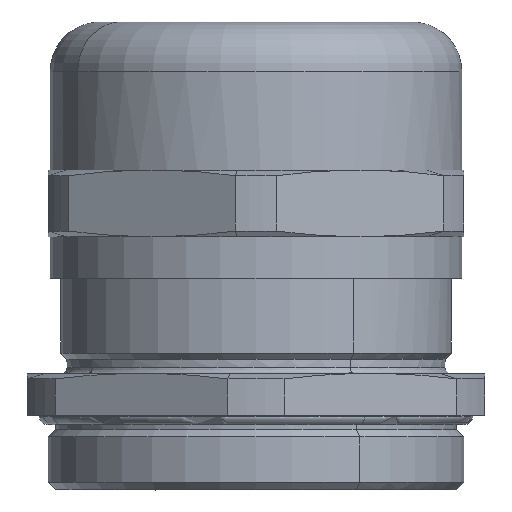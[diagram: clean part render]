
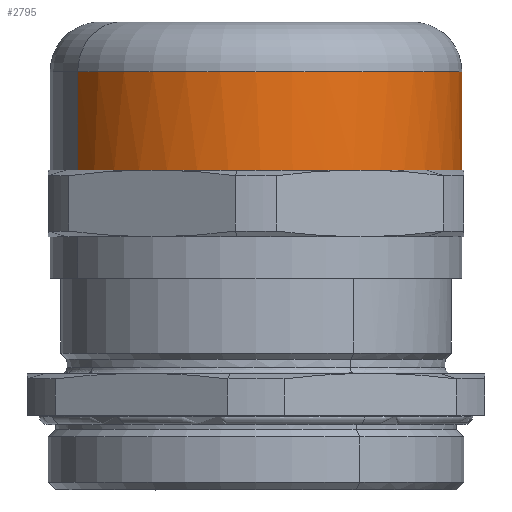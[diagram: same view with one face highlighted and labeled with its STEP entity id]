
A CAD part, front view. The second image highlights one B-rep face of the part: STEP entity #2795.
In plain terms, the highlighted cylindrical face has radius 24.75 mm (diameter 49.5 mm), a partial arc.
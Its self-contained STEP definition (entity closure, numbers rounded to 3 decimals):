
#2763=AXIS2_PLACEMENT_3D('Circle Axis2P3D',#2761,#2762,$) ;
#2777=AXIS2_PLACEMENT_3D('Cylinder Axis2P3D',#2774,#2775,#2776) ;
#2410=CARTESIAN_POINT('Control Point',(48.934,42.375,38.457)) ;
#2411=CARTESIAN_POINT('Control Point',(50.153,40.264,38.457)) ;
#2412=CARTESIAN_POINT('Control Point',(51.111,38.004,38.457)) ;
#2413=CARTESIAN_POINT('Control Point',(51.786,35.635,38.457)) ;
#2414=CARTESIAN_POINT('Control Point',(52.538,30.782,38.457)) ;
#2415=CARTESIAN_POINT('Control Point',(52.09,25.892,38.457)) ;
#2416=CARTESIAN_POINT('Control Point',(51.565,23.486,38.457)) ;
#2417=CARTESIAN_POINT('Control Point',(49.934,18.854,38.457)) ;
#2418=CARTESIAN_POINT('Control Point',(47.227,14.756,38.457)) ;
#2419=CARTESIAN_POINT('Control Point',(45.627,12.884,38.457)) ;
#2420=CARTESIAN_POINT('Control Point',(42.,9.573,38.457)) ;
#2421=CARTESIAN_POINT('Control Point',(37.678,7.241,38.457)) ;
#2422=CARTESIAN_POINT('Control Point',(35.383,6.348,38.457)) ;
#2423=CARTESIAN_POINT('Control Point',(30.622,5.145,38.457)) ;
#2424=CARTESIAN_POINT('Control Point',(25.711,5.133,38.457)) ;
#2425=CARTESIAN_POINT('Control Point',(23.266,5.431,38.457)) ;
#2426=CARTESIAN_POINT('Control Point',(18.502,6.622,38.457)) ;
#2427=CARTESIAN_POINT('Control Point',(14.168,8.933,38.457)) ;
#2428=CARTESIAN_POINT('Control Point',(12.155,10.351,38.457)) ;
#2429=CARTESIAN_POINT('Control Point',(9.645,12.63,38.457)) ;
#2430=CARTESIAN_POINT('Control Point',(7.569,15.282,38.457)) ;
#2431=CARTESIAN_POINT('Control Point',(7.031,16.04,38.457)) ;
#2432=CARTESIAN_POINT('Control Point',(6.53,16.822,38.457)) ;
#2433=CARTESIAN_POINT('Control Point',(6.066,17.625,38.457)) ;
#2434=CARTESIAN_POINT('Vertex',(48.934,42.375,38.457)) ;
#2436=CARTESIAN_POINT('Vertex',(6.066,17.625,38.457)) ;
#2733=CARTESIAN_POINT('Vertex',(48.934,42.375,50.257)) ;
#2740=CARTESIAN_POINT('Vertex',(6.066,17.625,50.257)) ;
#2761=CARTESIAN_POINT('Axis2P3D Location',(27.5,30.,50.257)) ;
#2774=CARTESIAN_POINT('Axis2P3D Location',(27.5,30.,38.457)) ;
#2779=CARTESIAN_POINT('Line Origine',(48.934,42.375,38.457)) ;
#2784=CARTESIAN_POINT('Line Origine',(6.066,17.625,38.457)) ;
#2762=DIRECTION('Axis2P3D Direction',(0.,0.,-1.)) ;
#2775=DIRECTION('Axis2P3D Direction',(0.,0.,1.)) ;
#2776=DIRECTION('Axis2P3D XDirection',(-0.866,-0.5,0.)) ;
#2780=DIRECTION('Vector Direction',(0.,0.,1.)) ;
#2785=DIRECTION('Vector Direction',(0.,0.,1.)) ;
#2781=VECTOR('Line Direction',#2780,1.) ;
#2786=VECTOR('Line Direction',#2785,1.) ;
#2790=ORIENTED_EDGE('',*,*,#2783,.T.) ;
#2791=ORIENTED_EDGE('',*,*,#2765,.F.) ;
#2792=ORIENTED_EDGE('',*,*,#2788,.T.) ;
#2793=ORIENTED_EDGE('',*,*,#2438,.F.) ;
#2795=ADVANCED_FACE('65681 M50 OT\\65681 M50 OT',(#2794),#2778,.T.) ;
#2409=B_SPLINE_CURVE_WITH_KNOTS('',5,(#2410,#2411,#2412,#2413,#2414,#2415,#2416,#2417,#2418,#2419,#2420,#2421,#2422,#2423,#2424,#2425,#2426,#2427,#2428,#2429,#2430,#2431,#2432,#2433),.UNSPECIFIED.,.F.,.U.,(6,3,3,3,3,3,3,6),(0.,17.275,34.549,51.824,69.098,86.373,103.648,110.223),.UNSPECIFIED.) ;
#2764=CIRCLE('generated circle',#2763,24.75) ;
#2778=CYLINDRICAL_SURFACE('generated cylinder',#2777,24.75) ;
#2438=EDGE_CURVE('',#2435,#2437,#2409,.T.) ;
#2765=EDGE_CURVE('',#2741,#2734,#2764,.F.) ;
#2783=EDGE_CURVE('',#2435,#2734,#2782,.T.) ;
#2788=EDGE_CURVE('',#2741,#2437,#2787,.F.) ;
#2789=EDGE_LOOP('',(#2790,#2791,#2792,#2793)) ;
#2794=FACE_OUTER_BOUND('',#2789,.T.) ;
#2782=LINE('Line',#2779,#2781) ;
#2787=LINE('Line',#2784,#2786) ;
#2435=VERTEX_POINT('',#2434) ;
#2437=VERTEX_POINT('',#2436) ;
#2734=VERTEX_POINT('',#2733) ;
#2741=VERTEX_POINT('',#2740) ;
